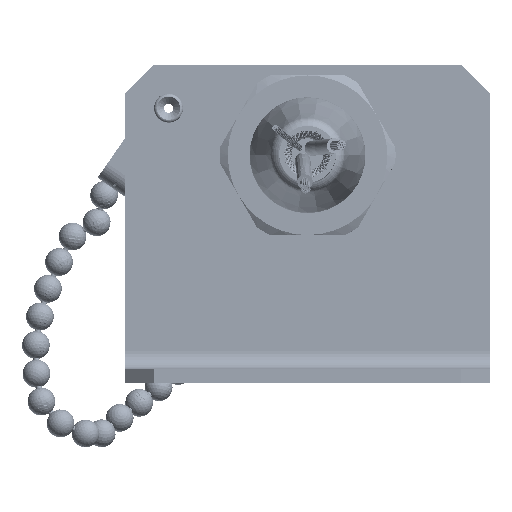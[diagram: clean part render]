
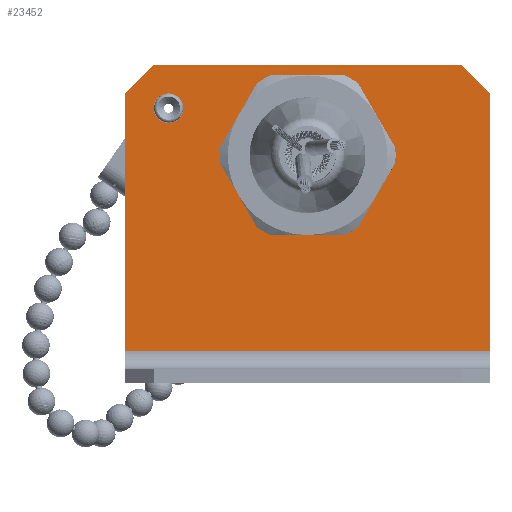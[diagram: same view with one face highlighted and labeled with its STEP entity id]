
A CAD part, top view. The second image highlights one B-rep face of the part: STEP entity #23452.
In plain terms, the highlighted planar face has unit normal (0, 0, 1).
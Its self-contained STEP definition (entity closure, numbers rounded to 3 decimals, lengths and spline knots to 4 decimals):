
#2422=FACE_BOUND('',#4240,.T.);
#2423=FACE_BOUND('',#4241,.T.);
#2533=PLANE('',#24950);
#3000=FACE_OUTER_BOUND('',#4239,.T.);
#4239=EDGE_LOOP('',(#14931,#14932,#14933,#14934,#14935,#14936));
#4240=EDGE_LOOP('',(#14937));
#4241=EDGE_LOOP('',(#14938,#14939));
#5558=LINE('',#32662,#6386);
#5562=LINE('',#32682,#6390);
#5570=LINE('',#32701,#6398);
#5575=LINE('',#32713,#6403);
#5578=LINE('',#32718,#6406);
#5592=LINE('',#32748,#6420);
#5593=LINE('',#32751,#6421);
#6386=VECTOR('',#27234,0.3937);
#6390=VECTOR('',#27258,0.3937);
#6398=VECTOR('',#27272,0.3937);
#6403=VECTOR('',#27281,0.3937);
#6406=VECTOR('',#27286,0.3937);
#6420=VECTOR('',#27316,0.3937);
#6421=VECTOR('',#27321,0.3937);
#7212=CIRCLE('',#24923,0.064);
#7214=CIRCLE('',#24927,0.255);
#8634=VERTEX_POINT('',#32652);
#8637=VERTEX_POINT('',#32659);
#8638=VERTEX_POINT('',#32661);
#8643=VERTEX_POINT('',#32680);
#8644=VERTEX_POINT('',#32681);
#8652=VERTEX_POINT('',#32699);
#8656=VERTEX_POINT('',#32711);
#8657=VERTEX_POINT('',#32712);
#8658=VERTEX_POINT('',#32717);
#11058=EDGE_CURVE('',#8634,#8634,#7212,.T.);
#11061=EDGE_CURVE('',#8638,#8637,#5558,.T.);
#11064=EDGE_CURVE('',#8637,#8638,#7214,.T.);
#11071=EDGE_CURVE('',#8643,#8644,#5562,.T.);
#11081=EDGE_CURVE('',#8652,#8643,#5570,.T.);
#11086=EDGE_CURVE('',#8656,#8657,#5575,.T.);
#11089=EDGE_CURVE('',#8657,#8658,#5578,.T.);
#11105=EDGE_CURVE('',#8652,#8658,#5592,.T.);
#11106=EDGE_CURVE('',#8644,#8656,#5593,.T.);
#14931=ORIENTED_EDGE('',*,*,#11071,.F.);
#14932=ORIENTED_EDGE('',*,*,#11081,.F.);
#14933=ORIENTED_EDGE('',*,*,#11105,.T.);
#14934=ORIENTED_EDGE('',*,*,#11089,.F.);
#14935=ORIENTED_EDGE('',*,*,#11086,.F.);
#14936=ORIENTED_EDGE('',*,*,#11106,.F.);
#14937=ORIENTED_EDGE('',*,*,#11058,.T.);
#14938=ORIENTED_EDGE('',*,*,#11061,.T.);
#14939=ORIENTED_EDGE('',*,*,#11064,.T.);
#23452=ADVANCED_FACE('',(#3000,#2422,#2423),#2533,.T.);
#24923=AXIS2_PLACEMENT_3D('',#32654,#27228,#27229);
#24927=AXIS2_PLACEMENT_3D('',#32666,#27240,#27241);
#24950=AXIS2_PLACEMENT_3D('',#32750,#27319,#27320);
#27228=DIRECTION('center_axis',(0.,0.,-1.));
#27229=DIRECTION('ref_axis',(-1.,0.,0.));
#27234=DIRECTION('',(0.,1.,0.));
#27240=DIRECTION('center_axis',(0.,0.,-1.));
#27241=DIRECTION('ref_axis',(-0.863,-0.506,0.));
#27258=DIRECTION('',(-0.707,0.707,0.));
#27272=DIRECTION('',(-1.,0.,0.));
#27281=DIRECTION('',(0.707,0.707,0.));
#27286=DIRECTION('',(1.,0.,0.));
#27316=DIRECTION('',(0.,1.,0.));
#27319=DIRECTION('center_axis',(0.,0.,1.));
#27320=DIRECTION('ref_axis',(1.,0.,0.));
#27321=DIRECTION('',(0.,1.,0.));
#32652=CARTESIAN_POINT('',(-0.436,-0.5999,0.06));
#32654=CARTESIAN_POINT('Origin',(-0.5,-0.5999,0.06));
#32659=CARTESIAN_POINT('',(-0.5168,0.1289,0.06));
#32661=CARTESIAN_POINT('',(-0.5168,-0.1289,0.06));
#32662=CARTESIAN_POINT('',(-0.5168,0.0645,0.06));
#32666=CARTESIAN_POINT('Origin',(-0.2968,0.,0.06));
#32680=CARTESIAN_POINT('',(-0.5625,-0.7874,0.06));
#32681=CARTESIAN_POINT('',(-0.6875,-0.6624,0.06));
#32682=CARTESIAN_POINT('',(-0.65,-0.6999,0.06));
#32699=CARTESIAN_POINT('',(0.5475,-0.7874,0.06));
#32701=CARTESIAN_POINT('',(0.6875,-0.7874,0.06));
#32711=CARTESIAN_POINT('',(-0.6875,0.6624,0.06));
#32712=CARTESIAN_POINT('',(-0.5625,0.7874,0.06));
#32713=CARTESIAN_POINT('',(-0.65,0.6999,0.06));
#32717=CARTESIAN_POINT('',(0.5475,0.7874,0.06));
#32718=CARTESIAN_POINT('',(-0.6875,0.7874,0.06));
#32748=CARTESIAN_POINT('',(0.5475,0.3937,0.06));
#32750=CARTESIAN_POINT('Origin',(0.,0.,0.06));
#32751=CARTESIAN_POINT('',(-0.6875,-0.7874,0.06));
